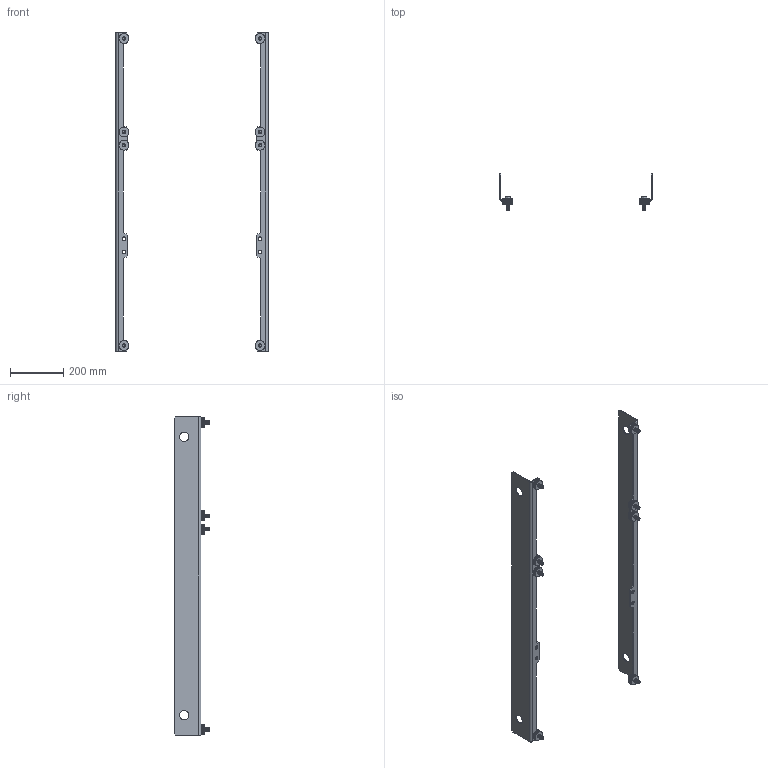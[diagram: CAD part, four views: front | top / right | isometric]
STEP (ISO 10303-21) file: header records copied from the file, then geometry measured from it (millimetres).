
FILE_DESCRIPTION(('STEP AP214'),'1');
FILE_NAME('cctmp_29D32743-A7BE-49ED-9F16-475DA558D481_2023_12_01_15_57_41_0482_20552..stp','2023-12-01T14:57:44',('SIEMENS A&D'),('CADClick - www.CADClick.com'),'Spatial InterOp 3D',' ','unknown authorization');
FILE_SCHEMA(('AUTOMOTIVE_DESIGN'));
Length unit declared in the file: millimetre
Products named in the file (51): 2023_12_01_15_57_40_0667; 2023_12_01_15_57_41_0478; 2023_12_01_15_57_41_0463; 2023_12_01_15_57_41_0448; 2023_12_01_15_57_41_0432; 2023_12_01_15_57_41_0417; 2023_12_01_15_57_41_0402; 2023_12_01_15_57_41_0386; 2023_12_01_15_57_41_0370; 2023_12_01_15_57_41_0353; 2023_12_01_15_57_41_0337; 2023_12_01_15_57_41_0321; 2023_12_01_15_57_41_0306; 2023_12_01_15_57_41_0291; 2023_12_01_15_57_41_0275; 2023_12_01_15_57_41_0259; 2023_12_01_15_57_41_0244; 2023_12_01_15_57_41_0228; 2023_12_01_15_57_41_0213; 2023_12_01_15_57_41_0197; 2023_12_01_15_57_41_0182; 2023_12_01_15_57_41_0167; 2023_12_01_15_57_41_0151; 2023_12_01_15_57_41_0136; 2023_12_01_15_57_41_0121; 2023_12_01_15_57_41_0105; 2023_12_01_15_57_41_0089; 2023_12_01_15_57_41_0073; 2023_12_01_15_57_41_0058; 2023_12_01_15_57_41_0042; 2023_12_01_15_57_41_0026; 2023_12_01_15_57_41_0011; 2023_12_01_15_57_40_0996; 2023_12_01_15_57_40_0980; 2023_12_01_15_57_40_0965; 2023_12_01_15_57_40_0949; 2023_12_01_15_57_40_0933; 2023_12_01_15_57_40_0917; 2023_12_01_15_57_40_0902; 2023_12_01_15_57_40_0886 ...
Assembly tree (50 placements, depth 2):
  2023_12_01_15_57_40_0667
    2023_12_01_15_57_41_0478
    2023_12_01_15_57_41_0463
    2023_12_01_15_57_41_0448
    2023_12_01_15_57_41_0432
    2023_12_01_15_57_41_0417
    2023_12_01_15_57_41_0402
    2023_12_01_15_57_41_0386
    2023_12_01_15_57_41_0370
    2023_12_01_15_57_41_0353
    2023_12_01_15_57_41_0337
    2023_12_01_15_57_41_0321
    2023_12_01_15_57_41_0306
    2023_12_01_15_57_41_0291
    2023_12_01_15_57_41_0275
    2023_12_01_15_57_41_0259
    2023_12_01_15_57_41_0244
    2023_12_01_15_57_41_0228
    2023_12_01_15_57_41_0213
    2023_12_01_15_57_41_0197
    2023_12_01_15_57_41_0182
    2023_12_01_15_57_41_0167
    2023_12_01_15_57_41_0151
    2023_12_01_15_57_41_0136
    2023_12_01_15_57_41_0121
    2023_12_01_15_57_41_0105
    2023_12_01_15_57_41_0089
    2023_12_01_15_57_41_0073
    2023_12_01_15_57_41_0058
    2023_12_01_15_57_41_0042
    2023_12_01_15_57_41_0026
    2023_12_01_15_57_41_0011
    2023_12_01_15_57_40_0996
    2023_12_01_15_57_40_0980
    2023_12_01_15_57_40_0965
    2023_12_01_15_57_40_0949
    2023_12_01_15_57_40_0933
    2023_12_01_15_57_40_0917
    2023_12_01_15_57_40_0902
    2023_12_01_15_57_40_0886
    2023_12_01_15_57_40_0871
    2023_12_01_15_57_40_0856
    2023_12_01_15_57_40_0841
    2023_12_01_15_57_40_0825
    2023_12_01_15_57_40_0809
    2023_12_01_15_57_40_0793
    2023_12_01_15_57_40_0777
    2023_12_01_15_57_40_0761
    2023_12_01_15_57_40_0746
    2023_12_01_15_57_40_0731
    2023_12_01_15_57_40_0715
Bounding box: 570 x 133 x 1192 mm (x, y, z)
Volume: 1323914.6 mm3; surface area: 731019.5 mm2
Topology: 50 solids, 50 shells, 1284 faces, 2736 edges, 1560 vertices
Faces by surface type: cone 800, cylinder 244, plane 224, torus 16
Entity records: 46172 total; most frequent: DIRECTION 6654, CARTESIAN_POINT 6015, ORIENTED_EDGE 5472, EDGE_CURVE 2736, AXIS2_PLACEMENT_3D 2679, VERTEX_POINT 1560, EDGE_LOOP 1404, CIRCLE 1344
